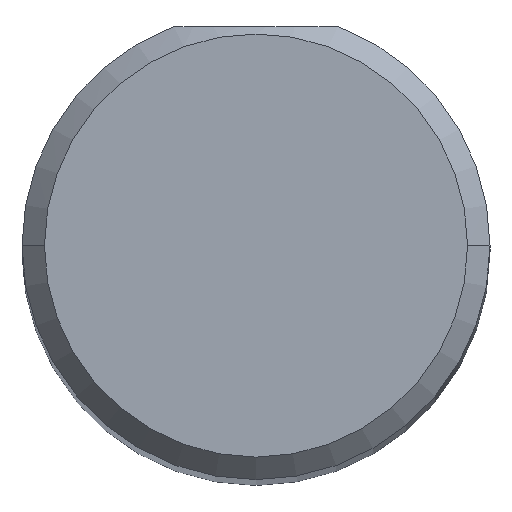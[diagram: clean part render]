
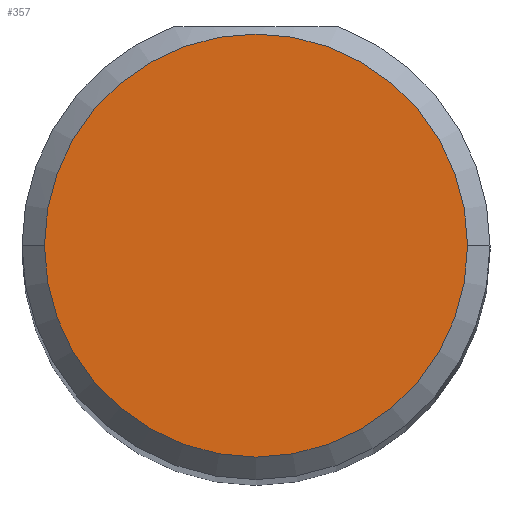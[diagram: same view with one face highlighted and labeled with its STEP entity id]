
A CAD part, top view. The second image highlights one B-rep face of the part: STEP entity #357.
In plain terms, the highlighted planar face has unit normal (0, 0, 1).
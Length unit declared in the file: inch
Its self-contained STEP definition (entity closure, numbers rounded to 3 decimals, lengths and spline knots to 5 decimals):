
#34 = EDGE_CURVE ( 'NONE', #104, #371, #530, .T. ) ;
#62 = CARTESIAN_POINT ( 'NONE',  ( 0.48375, 0., 2.5 ) ) ;
#104 = VERTEX_POINT ( 'NONE', #115 ) ;
#106 = CARTESIAN_POINT ( 'NONE',  ( 0.625, 0., 2.5 ) ) ;
#115 = CARTESIAN_POINT ( 'NONE',  ( 0.76625, 0., 2.5 ) ) ;
#132 = EDGE_LOOP ( 'NONE', ( #662, #457 ) ) ;
#142 = DIRECTION ( 'NONE',  ( 0., 0., -1. ) ) ;
#203 = CARTESIAN_POINT ( 'NONE',  ( 0.625, 0., 2.5 ) ) ;
#226 = EDGE_CURVE ( 'NONE', #371, #104, #582, .T. ) ;
#322 = DIRECTION ( 'NONE',  ( 0., 0., 1. ) ) ;
#340 = DIRECTION ( 'NONE',  ( -1., 0., 0. ) ) ;
#357 = ADVANCED_FACE ( 'NONE', ( #478 ), #583, .T. ) ;
#360 = CARTESIAN_POINT ( 'NONE',  ( 0.625, 0., 2.5 ) ) ;
#371 = VERTEX_POINT ( 'NONE', #62 ) ;
#457 = ORIENTED_EDGE ( 'NONE', *, *, #226, .F. ) ;
#478 = FACE_OUTER_BOUND ( 'NONE', #132, .T. ) ;
#530 = CIRCLE ( 'NONE', #539, 0.14125 ) ;
#534 = DIRECTION ( 'NONE',  ( -1., 0., 0. ) ) ;
#539 = AXIS2_PLACEMENT_3D ( 'NONE', #203, #592, #340 ) ;
#582 = CIRCLE ( 'NONE', #641, 0.14125 ) ;
#583 = PLANE ( 'NONE',  #683 ) ;
#592 = DIRECTION ( 'NONE',  ( 0., 0., -1. ) ) ;
#641 = AXIS2_PLACEMENT_3D ( 'NONE', #360, #142, #656 ) ;
#656 = DIRECTION ( 'NONE',  ( -1., 0., 0. ) ) ;
#662 = ORIENTED_EDGE ( 'NONE', *, *, #34, .F. ) ;
#683 = AXIS2_PLACEMENT_3D ( 'NONE', #106, #322, #534 ) ;
